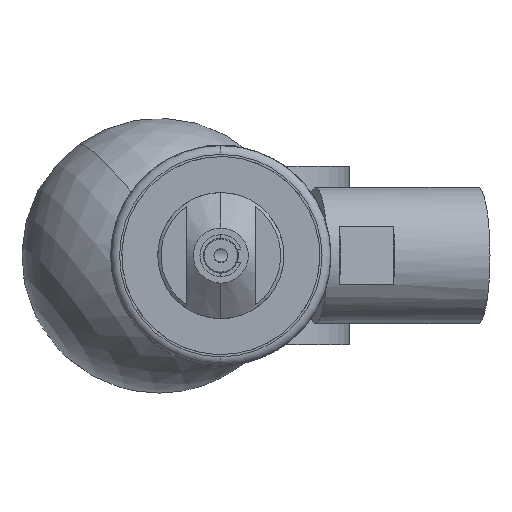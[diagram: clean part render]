
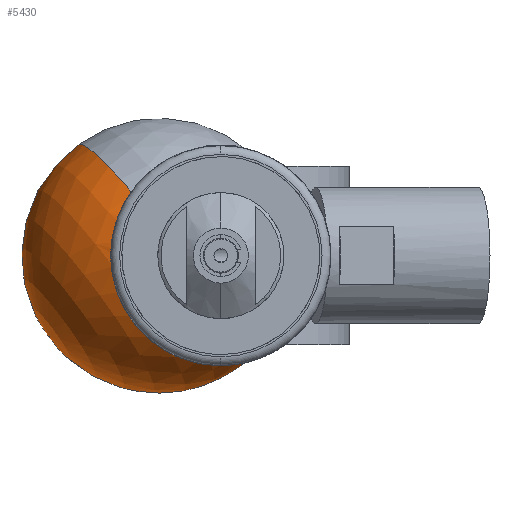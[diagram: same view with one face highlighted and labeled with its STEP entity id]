
A CAD part, left-side view. The second image highlights one B-rep face of the part: STEP entity #5430.
In plain terms, the highlighted spherical face has radius 15.875 mm.
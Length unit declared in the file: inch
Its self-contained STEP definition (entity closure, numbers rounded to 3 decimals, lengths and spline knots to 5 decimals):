
#31 = EDGE_CURVE ( 'NONE', #8423, #10062, #1726, .T. ) ;
#613 = CARTESIAN_POINT ( 'NONE',  ( 6.6125, 0.04597, -0.20274 ) ) ;
#651 = DIRECTION ( 'NONE',  ( 0.127, -0.801, 0.585 ) ) ;
#668 = CARTESIAN_POINT ( 'NONE',  ( 7.7727, 0.37782, 0. ) ) ;
#694 = ORIENTED_EDGE ( 'NONE', *, *, #12841, .T. ) ;
#818 = DIRECTION ( 'NONE',  ( 0.988, 0.156, 0. ) ) ;
#969 = AXIS2_PLACEMENT_3D ( 'NONE', #4977, #14607, #9951 ) ;
#1248 = AXIS2_PLACEMENT_3D ( 'NONE', #4122, #11386, #2851 ) ;
#1300 = DIRECTION ( 'NONE',  ( 0.092, -0.578, -0.811 ) ) ;
#1326 = AXIS2_PLACEMENT_3D ( 'NONE', #9727, #13363, #13203 ) ;
#1726 = CIRCLE ( 'NONE', #14580, 0.25 ) ;
#2473 = VERTEX_POINT ( 'NONE', #8904 ) ;
#2851 = DIRECTION ( 'NONE',  ( 0., 0.59, 0.808 ) ) ;
#3420 = CARTESIAN_POINT ( 'NONE',  ( 7.15539, 0.28004, 0. ) ) ;
#4071 = CARTESIAN_POINT ( 'NONE',  ( 6.55791, 0.39068, -0.14627 ) ) ;
#4122 = CARTESIAN_POINT ( 'NONE',  ( 7.15539, 0.28004, 0. ) ) ;
#4977 = CARTESIAN_POINT ( 'NONE',  ( 6.58962, 0.19044, 0. ) ) ;
#5430 = ADVANCED_FACE ( 'NONE', ( #8472 ), #9426, .T. ) ;
#5559 = EDGE_LOOP ( 'NONE', ( #7879, #694, #11179, #11086 ) ) ;
#6557 = CIRCLE ( 'NONE', #1248, 0.625 ) ;
#6794 = EDGE_CURVE ( 'NONE', #10062, #2473, #11051, .T. ) ;
#7879 = ORIENTED_EDGE ( 'NONE', *, *, #15315, .F. ) ;
#8138 = CIRCLE ( 'NONE', #1326, 0.625 ) ;
#8423 = VERTEX_POINT ( 'NONE', #613 ) ;
#8472 = FACE_OUTER_BOUND ( 'NONE', #5559, .T. ) ;
#8904 = CARTESIAN_POINT ( 'NONE',  ( 6.56674, 0.3349, 0.20274 ) ) ;
#8963 = CARTESIAN_POINT ( 'NONE',  ( 6.58962, 0.19044, 0. ) ) ;
#9426 = SPHERICAL_SURFACE ( 'NONE', #13031, 0.625 ) ;
#9727 = CARTESIAN_POINT ( 'NONE',  ( 7.15539, 0.28004, 0. ) ) ;
#9951 = DIRECTION ( 'NONE',  ( 0.127, -0.801, 0.585 ) ) ;
#10051 = VERTEX_POINT ( 'NONE', #668 ) ;
#10062 = VERTEX_POINT ( 'NONE', #4071 ) ;
#11051 = CIRCLE ( 'NONE', #969, 0.25 ) ;
#11086 = ORIENTED_EDGE ( 'NONE', *, *, #6794, .T. ) ;
#11179 = ORIENTED_EDGE ( 'NONE', *, *, #31, .T. ) ;
#11386 = DIRECTION ( 'NONE',  ( -0.127, 0.801, -0.585 ) ) ;
#12841 = EDGE_CURVE ( 'NONE', #10051, #8423, #6557, .T. ) ;
#13031 = AXIS2_PLACEMENT_3D ( 'NONE', #3420, #13038, #1300 ) ;
#13038 = DIRECTION ( 'NONE',  ( 0.127, -0.801, 0.585 ) ) ;
#13203 = DIRECTION ( 'NONE',  ( 0., -0.59, -0.808 ) ) ;
#13363 = DIRECTION ( 'NONE',  ( 0.127, -0.801, 0.585 ) ) ;
#14580 = AXIS2_PLACEMENT_3D ( 'NONE', #8963, #818, #651 ) ;
#14607 = DIRECTION ( 'NONE',  ( 0.988, 0.156, 0. ) ) ;
#15315 = EDGE_CURVE ( 'NONE', #10051, #2473, #8138, .T. ) ;
